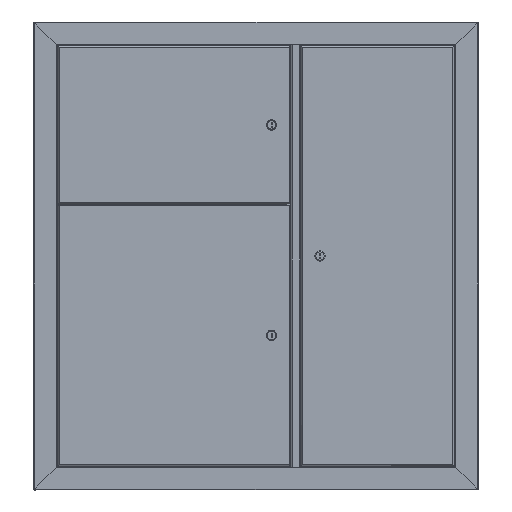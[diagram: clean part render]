
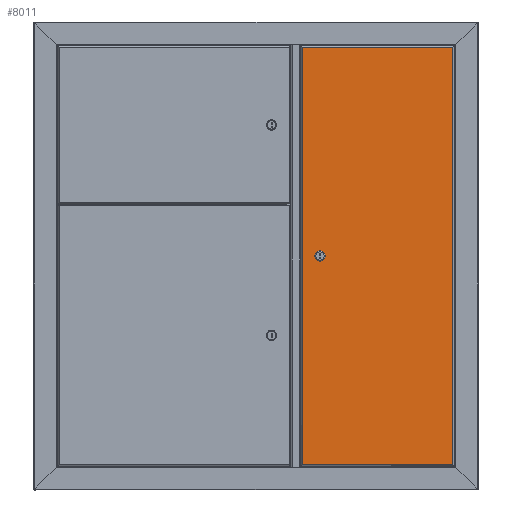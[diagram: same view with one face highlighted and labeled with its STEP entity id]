
A CAD part, top view. The second image highlights one B-rep face of the part: STEP entity #8011.
In plain terms, the highlighted planar face has unit normal (0, 0, 1).
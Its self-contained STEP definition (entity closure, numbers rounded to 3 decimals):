
#1276 = DIRECTION ( 'NONE',  ( 1., 0., 0. ) ) ;
#1394 = VERTEX_POINT ( 'NONE', #15887 ) ;
#1741 = DIRECTION ( 'NONE',  ( -1., 0., 0. ) ) ;
#2356 = DIRECTION ( 'NONE',  ( 0., 0., 1. ) ) ;
#2550 = ORIENTED_EDGE ( 'NONE', *, *, #11985, .T. ) ;
#2578 = ORIENTED_EDGE ( 'NONE', *, *, #26664, .F. ) ;
#3022 = CARTESIAN_POINT ( 'NONE',  ( 444.551, 31.5, 0. ) ) ;
#3895 = EDGE_LOOP ( 'NONE', ( #17529, #30836, #6785, #2578, #45721 ) ) ;
#3980 = DIRECTION ( 'NONE',  ( 1., 0., 0. ) ) ;
#4725 = VERTEX_POINT ( 'NONE', #49595 ) ;
#5266 = VERTEX_POINT ( 'NONE', #51125 ) ;
#6453 = VECTOR ( 'NONE', #1741, 1000. ) ;
#6785 = ORIENTED_EDGE ( 'NONE', *, *, #21763, .F. ) ;
#8011 = ADVANCED_FACE ( 'NONE', ( #43186, #43747 ), #23050, .F. ) ;
#8445 = CIRCLE ( 'NONE', #14616, 9.25 ) ;
#8933 = EDGE_CURVE ( 'NONE', #42370, #43480, #49302, .T. ) ;
#9801 = LINE ( 'NONE', #51483, #42372 ) ;
#11688 = LINE ( 'NONE', #41789, #24200 ) ;
#11865 = CARTESIAN_POINT ( 'NONE',  ( 448.2, 40., 0. ) ) ;
#11985 = EDGE_CURVE ( 'NONE', #1394, #25788, #31838, .T. ) ;
#12364 = VERTEX_POINT ( 'NONE', #3022 ) ;
#13794 = ORIENTED_EDGE ( 'NONE', *, *, #19193, .T. ) ;
#13889 = CARTESIAN_POINT ( 'NONE',  ( 451.849, 48.5, 0. ) ) ;
#14616 = AXIS2_PLACEMENT_3D ( 'NONE', #11865, #16306, #28759 ) ;
#15054 = DIRECTION ( 'NONE',  ( 1., 0., 0. ) ) ;
#15887 = CARTESIAN_POINT ( 'NONE',  ( 894.7, 1.7, 0. ) ) ;
#16306 = DIRECTION ( 'NONE',  ( 0., 0., 1. ) ) ;
#17529 = ORIENTED_EDGE ( 'NONE', *, *, #37068, .F. ) ;
#19193 = EDGE_CURVE ( 'NONE', #25788, #42370, #34673, .T. ) ;
#21305 = CARTESIAN_POINT ( 'NONE',  ( 1.7, 1.7, 0. ) ) ;
#21763 = EDGE_CURVE ( 'NONE', #4725, #42828, #35403, .T. ) ;
#22513 = CARTESIAN_POINT ( 'NONE',  ( 448.2, 40., 0. ) ) ;
#23050 = PLANE ( 'NONE',  #23865 ) ;
#23524 = CARTESIAN_POINT ( 'NONE',  ( 894.7, 0., 0. ) ) ;
#23778 = CARTESIAN_POINT ( 'NONE',  ( 1.7, 324., 0. ) ) ;
#23865 = AXIS2_PLACEMENT_3D ( 'NONE', #48164, #48420, #51990 ) ;
#24200 = VECTOR ( 'NONE', #3980, 1000. ) ;
#25731 = DIRECTION ( 'NONE',  ( 0., 0., 1. ) ) ;
#25788 = VERTEX_POINT ( 'NONE', #48944 ) ;
#26664 = EDGE_CURVE ( 'NONE', #12364, #4725, #11688, .T. ) ;
#28759 = DIRECTION ( 'NONE',  ( 1., 0., 0. ) ) ;
#28954 = VECTOR ( 'NONE', #46277, 1000. ) ;
#29376 = VECTOR ( 'NONE', #39267, 1000. ) ;
#29467 = CARTESIAN_POINT ( 'NONE',  ( 894.993, 324., 0. ) ) ;
#30836 = ORIENTED_EDGE ( 'NONE', *, *, #31185, .F. ) ;
#31185 = EDGE_CURVE ( 'NONE', #42828, #47735, #8445, .T. ) ;
#31838 = LINE ( 'NONE', #23524, #29376 ) ;
#33063 = ORIENTED_EDGE ( 'NONE', *, *, #54274, .T. ) ;
#34294 = CARTESIAN_POINT ( 'NONE',  ( 448.2, 40., 0. ) ) ;
#34673 = LINE ( 'NONE', #29467, #28954 ) ;
#34806 = AXIS2_PLACEMENT_3D ( 'NONE', #34294, #25731, #44849 ) ;
#35403 = CIRCLE ( 'NONE', #40532, 9.25 ) ;
#35711 = EDGE_CURVE ( 'NONE', #5266, #12364, #43550, .T. ) ;
#35983 = LINE ( 'NONE', #52769, #6453 ) ;
#37068 = EDGE_CURVE ( 'NONE', #47735, #5266, #35983, .T. ) ;
#38546 = CARTESIAN_POINT ( 'NONE',  ( 457.45, 40., 0. ) ) ;
#39267 = DIRECTION ( 'NONE',  ( 0., 1., 0. ) ) ;
#40532 = AXIS2_PLACEMENT_3D ( 'NONE', #22513, #2356, #15054 ) ;
#41789 = CARTESIAN_POINT ( 'NONE',  ( 451.849, 31.5, 0. ) ) ;
#42370 = VERTEX_POINT ( 'NONE', #23778 ) ;
#42372 = VECTOR ( 'NONE', #1276, 1000. ) ;
#42534 = ORIENTED_EDGE ( 'NONE', *, *, #8933, .T. ) ;
#42828 = VERTEX_POINT ( 'NONE', #38546 ) ;
#43186 = FACE_BOUND ( 'NONE', #3895, .T. ) ;
#43480 = VERTEX_POINT ( 'NONE', #21305 ) ;
#43550 = CIRCLE ( 'NONE', #34806, 9.25 ) ;
#43747 = FACE_OUTER_BOUND ( 'NONE', #46543, .T. ) ;
#44849 = DIRECTION ( 'NONE',  ( 1., 0., 0. ) ) ;
#45721 = ORIENTED_EDGE ( 'NONE', *, *, #35711, .F. ) ;
#46010 = DIRECTION ( 'NONE',  ( 0., -1., 0. ) ) ;
#46277 = DIRECTION ( 'NONE',  ( -1., 0., 0. ) ) ;
#46543 = EDGE_LOOP ( 'NONE', ( #33063, #2550, #13794, #42534 ) ) ;
#47735 = VERTEX_POINT ( 'NONE', #13889 ) ;
#48164 = CARTESIAN_POINT ( 'NONE',  ( 0., 325.7, 0. ) ) ;
#48420 = DIRECTION ( 'NONE',  ( 0., 0., -1. ) ) ;
#48944 = CARTESIAN_POINT ( 'NONE',  ( 894.7, 324., 0. ) ) ;
#49302 = LINE ( 'NONE', #53160, #51078 ) ;
#49595 = CARTESIAN_POINT ( 'NONE',  ( 451.849, 31.5, 0. ) ) ;
#51078 = VECTOR ( 'NONE', #46010, 1000. ) ;
#51125 = CARTESIAN_POINT ( 'NONE',  ( 444.551, 48.5, 0. ) ) ;
#51483 = CARTESIAN_POINT ( 'NONE',  ( 1.7, 1.7, 0. ) ) ;
#51990 = DIRECTION ( 'NONE',  ( -1., 0., 0. ) ) ;
#52769 = CARTESIAN_POINT ( 'NONE',  ( 451.849, 48.5, 0. ) ) ;
#53160 = CARTESIAN_POINT ( 'NONE',  ( 1.7, 324.293, 0. ) ) ;
#54274 = EDGE_CURVE ( 'NONE', #43480, #1394, #9801, .T. ) ;
